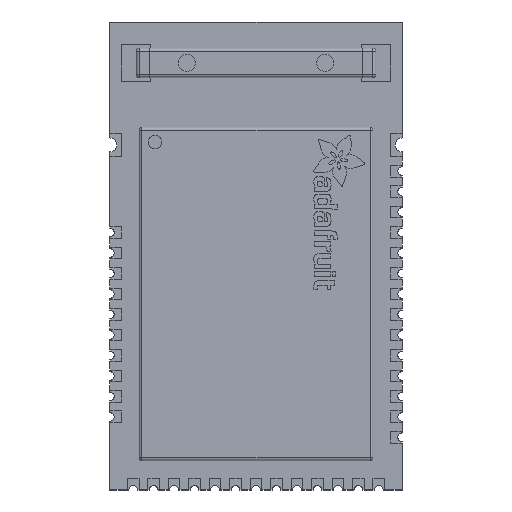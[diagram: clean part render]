
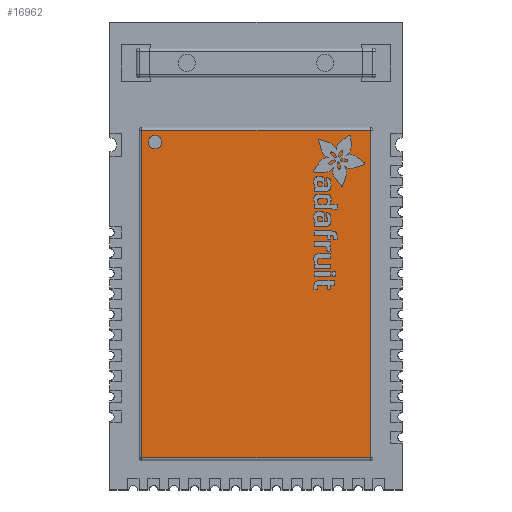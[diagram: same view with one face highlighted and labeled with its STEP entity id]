
A CAD part, top view. The second image highlights one B-rep face of the part: STEP entity #16962.
In plain terms, the highlighted planar face has unit normal (0, 0, 1).
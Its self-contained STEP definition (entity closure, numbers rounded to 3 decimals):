
#1379=FACE_OUTER_BOUND('',#2310,.T.);
#2310=EDGE_LOOP('',(#14369,#14370,#14371,#14372));
#4226=LINE('',#26545,#6319);
#4230=LINE('',#26561,#6323);
#4232=LINE('',#26564,#6325);
#4234=LINE('',#26567,#6327);
#6319=VECTOR('',#21910,10.);
#6323=VECTOR('',#21928,10.);
#6325=VECTOR('',#21932,10.);
#6327=VECTOR('',#21936,10.);
#7921=VERTEX_POINT('',#26507);
#7926=VERTEX_POINT('',#26520);
#7931=VERTEX_POINT('',#26533);
#7936=VERTEX_POINT('',#26549);
#10130=EDGE_CURVE('',#7921,#7931,#4226,.T.);
#10138=EDGE_CURVE('',#7931,#7936,#4230,.T.);
#10140=EDGE_CURVE('',#7936,#7926,#4232,.T.);
#10142=EDGE_CURVE('',#7926,#7921,#4234,.T.);
#14369=ORIENTED_EDGE('',*,*,#10130,.F.);
#14370=ORIENTED_EDGE('',*,*,#10142,.F.);
#14371=ORIENTED_EDGE('',*,*,#10140,.F.);
#14372=ORIENTED_EDGE('',*,*,#10138,.F.);
#16113=PLANE('',#18290);
#16962=ADVANCED_FACE('',(#1379),#16113,.T.);
#18290=AXIS2_PLACEMENT_3D('',#26576,#21948,#21949);
#21910=DIRECTION('',(0.,1.,0.));
#21928=DIRECTION('',(1.,0.,0.));
#21932=DIRECTION('',(0.,-1.,0.));
#21936=DIRECTION('',(-1.,0.,0.));
#21948=DIRECTION('center_axis',(0.,0.,1.));
#21949=DIRECTION('ref_axis',(1.,0.,0.));
#26507=CARTESIAN_POINT('',(-3.9,-6.9,1.4));
#26520=CARTESIAN_POINT('',(3.9,-6.9,1.4));
#26533=CARTESIAN_POINT('',(-3.9,4.3,1.4));
#26545=CARTESIAN_POINT('',(-3.9,1.55,1.4));
#26549=CARTESIAN_POINT('',(3.9,4.3,1.4));
#26561=CARTESIAN_POINT('',(2.,4.3,1.4));
#26564=CARTESIAN_POINT('',(3.9,-4.15,1.4));
#26567=CARTESIAN_POINT('',(-2.,-6.9,1.4));
#26576=CARTESIAN_POINT('Origin',(0.,-1.3,1.4));
